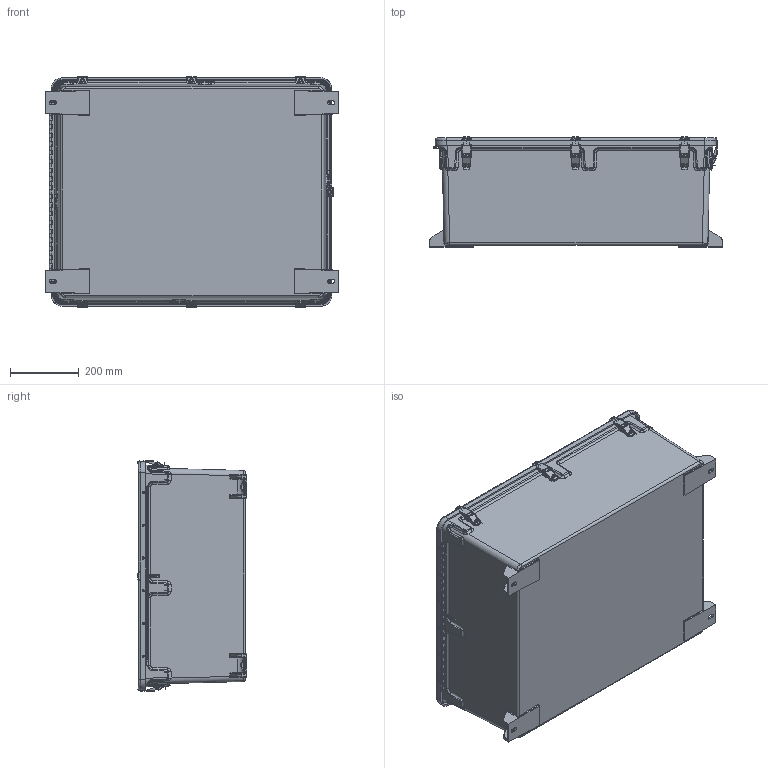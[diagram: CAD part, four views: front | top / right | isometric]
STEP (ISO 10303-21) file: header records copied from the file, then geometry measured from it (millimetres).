
FILE_DESCRIPTION (( 'STEP AP214' ), '1' );
FILE_NAME ('M2430HPL.STEP', '2019-07-09T22:01:43', ( '' ), ( '' ), 'SwSTEP 2.0', 'SolidWorks 2018', '' );
FILE_SCHEMA (( 'AUTOMOTIVE_DESIGN' ));
Length unit declared in the file: inch
Products named in the file (1): M2430HPL
Bounding box: 852.32 x 320 x 672.12 mm (x, y, z)
Volume: 10027847.8 mm3; surface area: 4121910.5 mm2
Topology: 50 solids, 50 shells, 4200 faces, 10460 edges, 6342 vertices
Faces by surface type: cylinder 1544, bspline 1294, plane 1280, cone 82
Full cylindrical faces by diameter (mm): 1.905 x6, 2.261 x6, 3.048 x22, 3.175 x32, 3.429 x63, 4.953 x12, 4.978 x12, 7.62 x14, 7.849 x4, 9.525 x7, 12.7 x4
Entity records: 188927 total; most frequent: CARTESIAN_POINT 99272, ORIENTED_EDGE 20066, DIRECTION 15826, EDGE_CURVE 10033, VERTEX_POINT 6269, AXIS2_PLACEMENT_3D 5725, EDGE_LOOP 4848, FACE_OUTER_BOUND 4434
